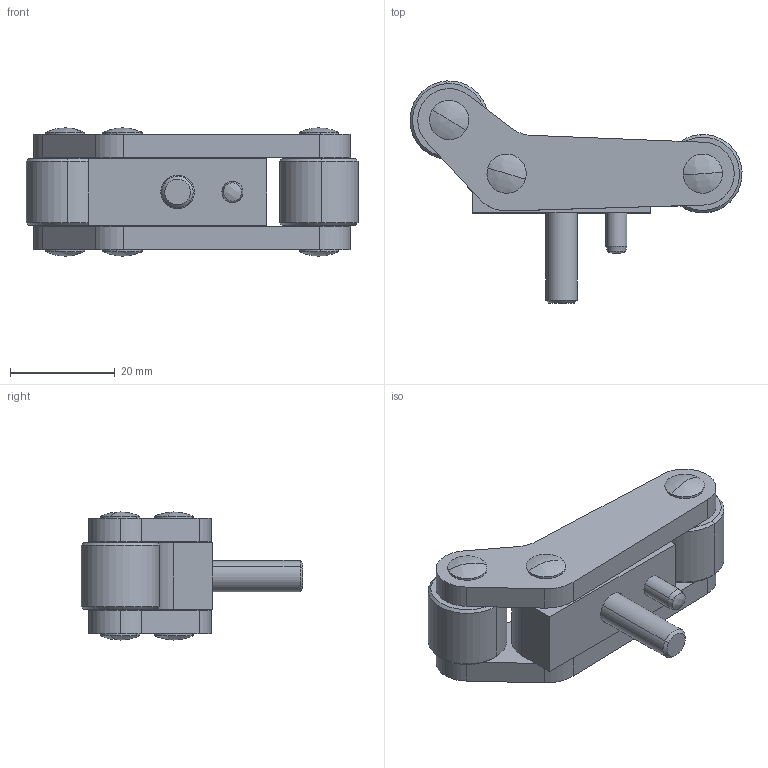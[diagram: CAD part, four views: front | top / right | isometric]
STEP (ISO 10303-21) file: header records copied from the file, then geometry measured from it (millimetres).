
FILE_DESCRIPTION (( 'STEP AP214' ), '1' );
FILE_NAME ('ep371522.STEP', '2017-04-05T15:49:57', ( '' ), ( '' ), 'SwSTEP 2.0', 'SolidWorks 2017', '' );
FILE_SCHEMA (( 'AUTOMOTIVE_DESIGN' ));
Length unit declared in the file: millimetre
Products named in the file (8): 9EP371522-1; 9EP371522-5; 9EP371522-2; 9EP371522; 9EP371522-3; 9EP371522-4; ep371522; 1DIN912625_DIN 912 M6 x 25 --- 25C
Assembly tree (11 placements, depth 3):
  ep371522
    9EP371522
      9EP371522-2
      9EP371522-1  x2
      9EP371522-4  x3
      9EP371522-3  x2
      9EP371522-5
    1DIN912625_DIN 912 M6 x 25 --- 25C
Bounding box: 63.44 x 42.41 x 24.5 mm (x, y, z)
Volume: 18412.6 mm3; surface area: 12747.9 mm2
Topology: 10 solids, 10 shells, 208 faces, 451 edges, 277 vertices
Faces by surface type: cylinder 75, plane 52, cone 50, bspline 31
Entity records: 5237 total; most frequent: CARTESIAN_POINT 878, DIRECTION 629, ORIENTED_EDGE 524, EDGE_CURVE 262, AXIS2_PLACEMENT_3D 254, VERTEX_POINT 161, EDGE_LOOP 141, UNCERTAINTY_MEASURE_WITH_UNIT 141
